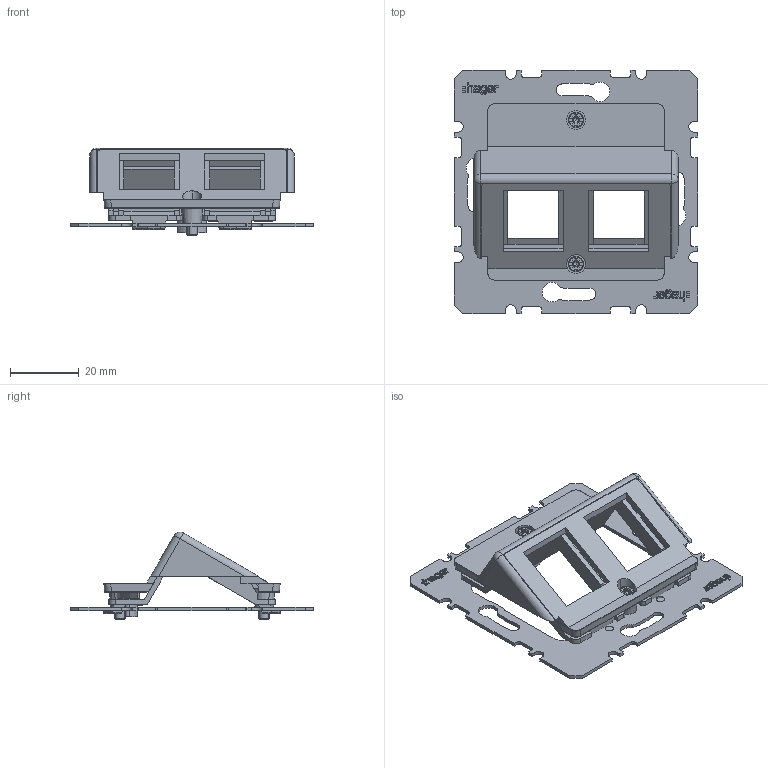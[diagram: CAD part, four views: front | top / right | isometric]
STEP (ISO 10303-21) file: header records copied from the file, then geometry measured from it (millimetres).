
FILE_DESCRIPTION((''),'2;1');
FILE_NAME('WAF2164_GEN_ASM','2025-03-26T09:04:07',('andolfs'),(''),'CREO PARAMETRIC BY PTC INC, 2023154','CREO PARAMETRIC BY PTC INC, 2023154','');
FILE_SCHEMA(('CONFIG_CONTROL_DESIGN','SHAPE_APPEARANCE_LAYERS_GROUPS'));
Products named in the file (6): W4G0151_18; 9022955_GEN; 9005783000; 9002525000; EINSATZ_1000002505_PAE_000_AB; WAF2164_GEN_ASM
Assembly tree (6 placements, depth 2):
  WAF2164_GEN_ASM
    W4G0151_18
    9022955_GEN
    9005783000
    9002525000  x2
    EINSATZ_1000002505_PAE_000_AB
Bounding box: 70.9 x 70.9 x 25.57 mm (x, y, z)
Volume: 13263.2 mm3; surface area: 20607.6 mm2
Topology: 19 solids, 19 shells, 2202 faces, 6210 edges, 4100 vertices
Faces by surface type: plane 1873, cylinder 262, cone 37, torus 18, extrusion 4, sphere 4, bspline 4
Entity records: 75756 total; most frequent: CARTESIAN_POINT 13165, ORIENTED_EDGE 12124, DIRECTION 10832, EDGE_CURVE 6062, VECTOR 5376, LINE 5372, VERTEX_POINT 4011, AXIS2_PLACEMENT_3D 2728
